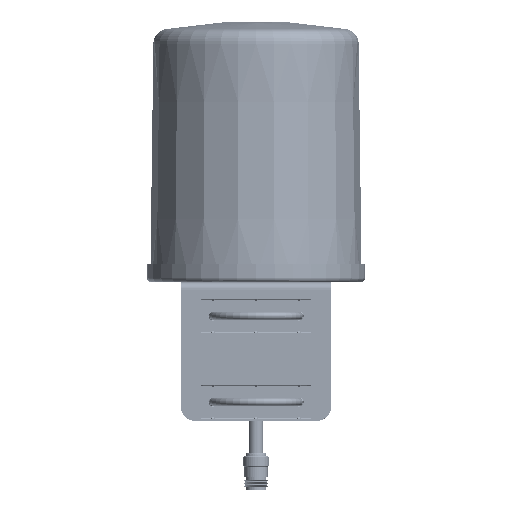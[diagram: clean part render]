
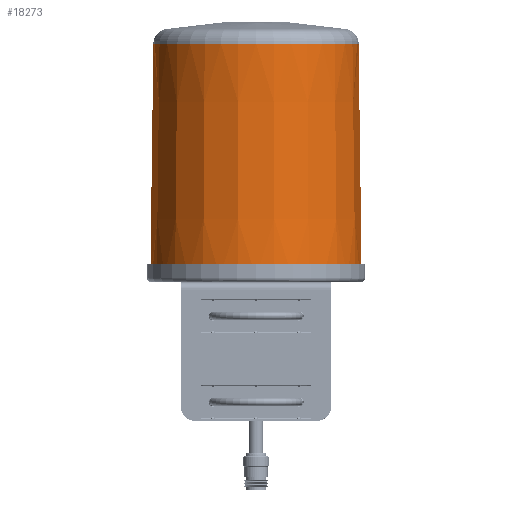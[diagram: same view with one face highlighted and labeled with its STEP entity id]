
A CAD part, top view. The second image highlights one B-rep face of the part: STEP entity #18273.
In plain terms, the highlighted conical face has half-angle 0.739 degrees and reference radius 69 mm.
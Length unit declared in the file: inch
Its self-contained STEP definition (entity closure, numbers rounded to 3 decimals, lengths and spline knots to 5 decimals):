
#25 = AXIS2_PLACEMENT_3D ( 'NONE', #45946, #45272, #61218 ) ;
#423 = VERTEX_POINT ( 'NONE', #46310 ) ;
#1264 = ORIENTED_EDGE ( 'NONE', *, *, #36416, .T. ) ;
#6617 = CARTESIAN_POINT ( 'NONE',  ( 0., 6.10236, 0. ) ) ;
#13772 = LINE ( 'NONE', #14121, #55245 ) ;
#14121 = CARTESIAN_POINT ( 'NONE',  ( -2.67717, 6.10236, 0. ) ) ;
#16314 = CARTESIAN_POINT ( 'NONE',  ( -2.75591, 0., 0. ) ) ;
#17407 = DIRECTION ( 'NONE',  ( -1., 0., 0. ) ) ;
#18273 = ADVANCED_FACE ( 'NONE', ( #55681 ), #23312, .T. ) ;
#18606 = CARTESIAN_POINT ( 'NONE',  ( 2.67717, 6.10236, 0. ) ) ;
#18885 = CARTESIAN_POINT ( 'NONE',  ( 2.75591, 0., 0. ) ) ;
#23133 = VECTOR ( 'NONE', #39691, 39.37008 ) ;
#23312 = CONICAL_SURFACE ( 'NONE', #25, 2.71654, 0.013 ) ;
#23803 = LINE ( 'NONE', #18606, #23133 ) ;
#27410 = ORIENTED_EDGE ( 'NONE', *, *, #52147, .T. ) ;
#28130 = DIRECTION ( 'NONE',  ( -1., 0., 0. ) ) ;
#33664 = CARTESIAN_POINT ( 'NONE',  ( -2.67717, 6.10236, 0. ) ) ;
#35369 = CIRCLE ( 'NONE', #61917, 2.67717 ) ;
#36070 = CIRCLE ( 'NONE', #59234, 2.75591 ) ;
#36416 = EDGE_CURVE ( 'NONE', #68048, #46080, #13772, .T. ) ;
#39691 = DIRECTION ( 'NONE',  ( 0.013, -1., 0. ) ) ;
#42645 = DIRECTION ( 'NONE',  ( 0., 1., 0. ) ) ;
#43666 = CARTESIAN_POINT ( 'NONE',  ( 0., 0., 0. ) ) ;
#45272 = DIRECTION ( 'NONE',  ( 0., -1., 0. ) ) ;
#45946 = CARTESIAN_POINT ( 'NONE',  ( 0., 3.05118, 0. ) ) ;
#46080 = VERTEX_POINT ( 'NONE', #16314 ) ;
#46310 = CARTESIAN_POINT ( 'NONE',  ( 2.67717, 6.10236, 0. ) ) ;
#52147 = EDGE_CURVE ( 'NONE', #46080, #54457, #36070, .T. ) ;
#54457 = VERTEX_POINT ( 'NONE', #18885 ) ;
#55245 = VECTOR ( 'NONE', #60524, 39.37008 ) ;
#55681 = FACE_OUTER_BOUND ( 'NONE', #65210, .T. ) ;
#59234 = AXIS2_PLACEMENT_3D ( 'NONE', #43666, #65180, #17407 ) ;
#60524 = DIRECTION ( 'NONE',  ( -0.013, -1., 0. ) ) ;
#61218 = DIRECTION ( 'NONE',  ( -1., 0., 0. ) ) ;
#61917 = AXIS2_PLACEMENT_3D ( 'NONE', #6617, #42645, #28130 ) ;
#64165 = EDGE_CURVE ( 'NONE', #423, #54457, #23803, .T. ) ;
#65180 = DIRECTION ( 'NONE',  ( 0., 1., 0. ) ) ;
#65210 = EDGE_LOOP ( 'NONE', ( #27410, #67342, #66843, #1264 ) ) ;
#65274 = EDGE_CURVE ( 'NONE', #68048, #423, #35369, .T. ) ;
#66843 = ORIENTED_EDGE ( 'NONE', *, *, #65274, .F. ) ;
#67342 = ORIENTED_EDGE ( 'NONE', *, *, #64165, .F. ) ;
#68048 = VERTEX_POINT ( 'NONE', #33664 ) ;
